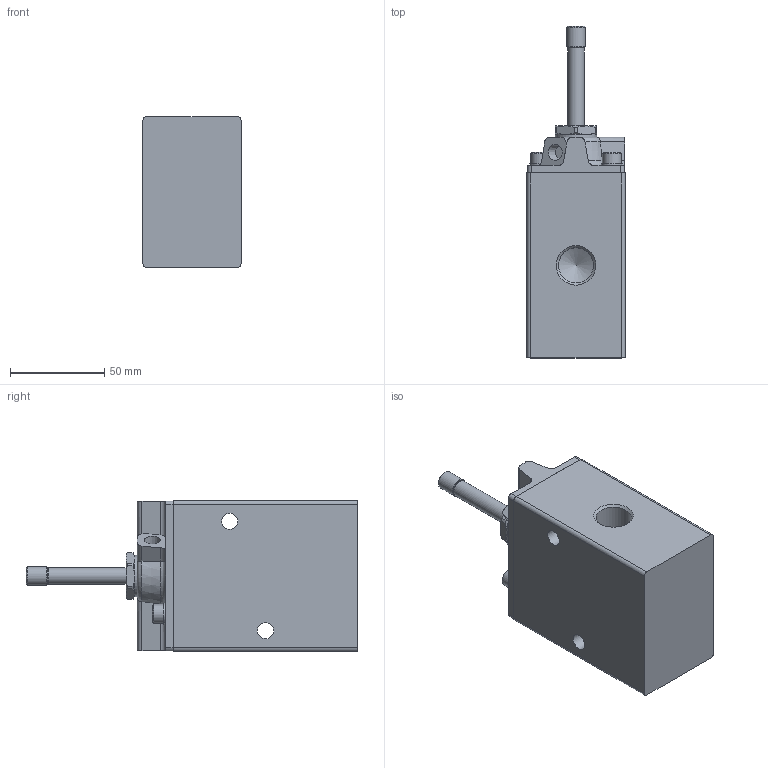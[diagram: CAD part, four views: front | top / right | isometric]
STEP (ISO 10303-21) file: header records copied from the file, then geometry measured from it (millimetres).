
FILE_DESCRIPTION(/* description */ ('STEP AP214'),/* implementation_level */ '2;1');
FILE_NAME(/* name */ '7983_MCH-3-1_2-S',/* time_stamp */ '2024-09-05T03:48:33+02:00',/* author */ ('License CC BY-ND 4.0'),/* organization */ ('CADENAS'),/* preprocessor_version */ 'ST-DEVELOPER v19.3',/* originating_system */ 'PARTsolutions',/* authorisation */ ' ');
FILE_SCHEMA (('AUTOMOTIVE_DESIGN {1 0 10303 214 3 1 1}'));
Length unit declared in the file: millimetre
Products named in the file (1): 7983 MCH-3-1/2-S
Bounding box: 52 x 176 x 80 mm (x, y, z)
Volume: 431783.1 mm3; surface area: 46090.4 mm2
Topology: 1 solids, 1 shells, 132 faces, 319 edges, 201 vertices
Faces by surface type: plane 52, cylinder 44, cone 29, torus 7
Full cylindrical faces by diameter (mm): 4 x1, 8.566 x1, 8.6 x2, 9 x2, 9.728 x1, 10 x2, 11 x2, 18.631 x3, 22 x1
Entity records: 3716 total; most frequent: CARTESIAN_POINT 754, DIRECTION 612, ORIENTED_EDGE 562, EDGE_CURVE 281, AXIS2_PLACEMENT_3D 242, VERTEX_POINT 196, FACE_BOUND 181, EDGE_LOOP 177
